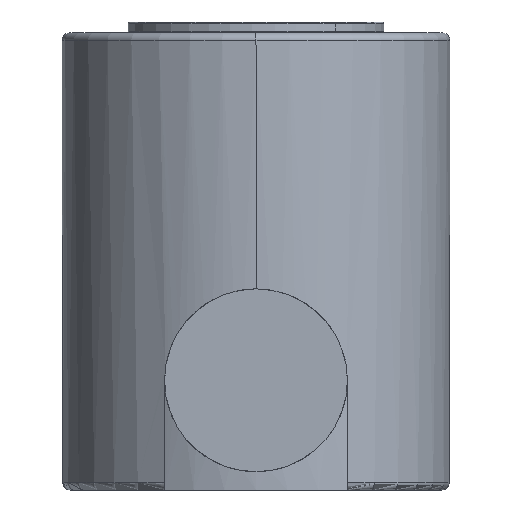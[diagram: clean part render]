
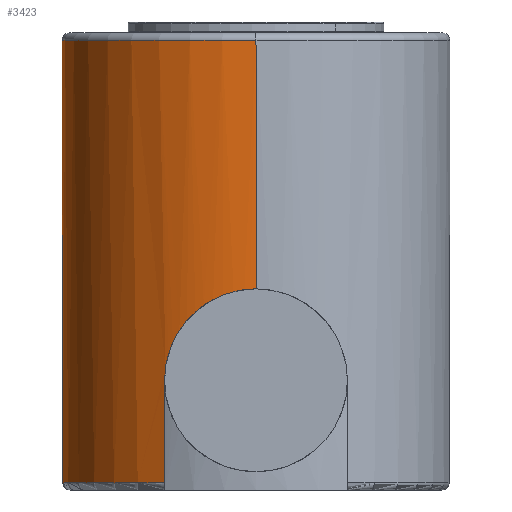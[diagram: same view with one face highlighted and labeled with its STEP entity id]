
A CAD part, left-side view. The second image highlights one B-rep face of the part: STEP entity #3423.
In plain terms, the highlighted cylindrical face has radius 5.3 mm (diameter 10.6 mm), a partial arc.
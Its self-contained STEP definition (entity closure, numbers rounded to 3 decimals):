
#42 = VERTEX_POINT ( 'NONE', #4293 ) ;
#99 = EDGE_CURVE ( 'NONE', #2596, #5874, #5712, .T. ) ;
#251 = DIRECTION ( 'NONE',  ( 1., 0., 0. ) ) ;
#348 = CIRCLE ( 'NONE', #2501, 5.3 ) ;
#414 = CARTESIAN_POINT ( 'NONE',  ( -4.673, 2.5, 3. ) ) ;
#417 = VECTOR ( 'NONE', #3778, 1000. ) ;
#436 = CARTESIAN_POINT ( 'NONE',  ( -5.292, 0.33, 5.484 ) ) ;
#821 = EDGE_CURVE ( 'NONE', #3230, #5874, #3659, .T. ) ;
#869 = VECTOR ( 'NONE', #3783, 1000. ) ;
#876 = CARTESIAN_POINT ( 'NONE',  ( -4.682, 2.483, 3.333 ) ) ;
#900 = CARTESIAN_POINT ( 'NONE',  ( -5.3, 0., 5.5 ) ) ;
#1049 = CARTESIAN_POINT ( 'NONE',  ( 5.3, 0., 12.5 ) ) ;
#1192 = ORIENTED_EDGE ( 'NONE', *, *, #4603, .F. ) ;
#1326 = CARTESIAN_POINT ( 'NONE',  ( -4.742, 2.369, 3.815 ) ) ;
#1455 = LINE ( 'NONE', #1049, #3906 ) ;
#1546 = EDGE_CURVE ( 'NONE', #2298, #3230, #1455, .T. ) ;
#1570 = ORIENTED_EDGE ( 'NONE', *, *, #5794, .T. ) ;
#1593 = CARTESIAN_POINT ( 'NONE',  ( 0., 0., 0.2 ) ) ;
#1618 = LINE ( 'NONE', #2862, #417 ) ;
#1751 = DIRECTION ( 'NONE',  ( 0., 0., -1. ) ) ;
#1785 = CARTESIAN_POINT ( 'NONE',  ( -4.916, 1.995, 4.541 ) ) ;
#1983 = AXIS2_PLACEMENT_3D ( 'NONE', #1593, #4805, #2047 ) ;
#2047 = DIRECTION ( 'NONE',  ( 1., 0., 0. ) ) ;
#2127 = CARTESIAN_POINT ( 'NONE',  ( 5.3, 0., 12.3 ) ) ;
#2249 = CARTESIAN_POINT ( 'NONE',  ( -5.077, 1.529, 4.985 ) ) ;
#2298 = VERTEX_POINT ( 'NONE', #2127 ) ;
#2501 = AXIS2_PLACEMENT_3D ( 'NONE', #5706, #2996, #251 ) ;
#2596 = VERTEX_POINT ( 'NONE', #4677 ) ;
#2655 = FACE_OUTER_BOUND ( 'NONE', #4143, .T. ) ;
#2690 = DIRECTION ( 'NONE',  ( -1., 0., 0. ) ) ;
#2722 = CARTESIAN_POINT ( 'NONE',  ( -5.184, 1.115, 5.243 ) ) ;
#2862 = CARTESIAN_POINT ( 'NONE',  ( -5.3, 0., 12.5 ) ) ;
#2996 = DIRECTION ( 'NONE',  ( 0., 0., -1. ) ) ;
#3056 = CARTESIAN_POINT ( 'NONE',  ( 5.3, 0., 0.2 ) ) ;
#3082 = ORIENTED_EDGE ( 'NONE', *, *, #5301, .T. ) ;
#3189 = CARTESIAN_POINT ( 'NONE',  ( -5.262, 0.655, 5.418 ) ) ;
#3230 = VERTEX_POINT ( 'NONE', #3056 ) ;
#3317 = CARTESIAN_POINT ( 'NONE',  ( -4.673, 2.5, 12.5 ) ) ;
#3423 = ADVANCED_FACE ( 'NONE', ( #2655 ), #4948, .T. ) ;
#3523 = CARTESIAN_POINT ( 'NONE',  ( -4.673, 2.5, 0.2 ) ) ;
#3657 = CARTESIAN_POINT ( 'NONE',  ( -5.3, 0.166, 5.5 ) ) ;
#3659 = CIRCLE ( 'NONE', #1983, 5.3 ) ;
#3778 = DIRECTION ( 'NONE',  ( 0., 0., -1. ) ) ;
#3783 = DIRECTION ( 'NONE',  ( 0., 0., -1. ) ) ;
#3906 = VECTOR ( 'NONE', #4266, 1000. ) ;
#4100 = CARTESIAN_POINT ( 'NONE',  ( -4.716, 2.418, 3.655 ) ) ;
#4143 = EDGE_LOOP ( 'NONE', ( #1570, #5767, #4745, #5795, #3082, #1192 ) ) ;
#4266 = DIRECTION ( 'NONE',  ( 0., 0., -1. ) ) ;
#4293 = CARTESIAN_POINT ( 'NONE',  ( -5.3, 0., 12.3 ) ) ;
#4370 = AXIS2_PLACEMENT_3D ( 'NONE', #5448, #1751, #2690 ) ;
#4549 = CARTESIAN_POINT ( 'NONE',  ( -4.833, 2.18, 4.267 ) ) ;
#4603 = EDGE_CURVE ( 'NONE', #42, #5247, #1618, .T. ) ;
#4677 = CARTESIAN_POINT ( 'NONE',  ( -4.673, 2.5, 3. ) ) ;
#4745 = ORIENTED_EDGE ( 'NONE', *, *, #821, .T. ) ;
#4805 = DIRECTION ( 'NONE',  ( 0., 0., 1. ) ) ;
#4942 = B_SPLINE_CURVE_WITH_KNOTS ( 'NONE', 3,
 ( #414, #4985, #876, #4100, #1326, #4549, #1785, #5003, #2249, #5433, #2722, #5901, #3189, #436, #3657, #900 ),
 .UNSPECIFIED., .F., .F.,
 ( 4, 2, 2, 2, 2, 2, 2, 4 ),
 ( 0., 0., 0.001, 0.002, 0.002, 0.003, 0.003, 0.004 ),
 .UNSPECIFIED. ) ;
#4948 = CYLINDRICAL_SURFACE ( 'NONE', #4370, 5.3 ) ;
#4985 = CARTESIAN_POINT ( 'NONE',  ( -4.673, 2.5, 3.168 ) ) ;
#5003 = CARTESIAN_POINT ( 'NONE',  ( -5.037, 1.654, 4.881 ) ) ;
#5247 = VERTEX_POINT ( 'NONE', #5798 ) ;
#5301 = EDGE_CURVE ( 'NONE', #2596, #5247, #4942, .T. ) ;
#5433 = CARTESIAN_POINT ( 'NONE',  ( -5.15, 1.258, 5.166 ) ) ;
#5448 = CARTESIAN_POINT ( 'NONE',  ( 0., 0., 12.5 ) ) ;
#5706 = CARTESIAN_POINT ( 'NONE',  ( 0., 0., 12.3 ) ) ;
#5712 = LINE ( 'NONE', #3317, #869 ) ;
#5767 = ORIENTED_EDGE ( 'NONE', *, *, #1546, .T. ) ;
#5794 = EDGE_CURVE ( 'NONE', #42, #2298, #348, .T. ) ;
#5795 = ORIENTED_EDGE ( 'NONE', *, *, #99, .F. ) ;
#5798 = CARTESIAN_POINT ( 'NONE',  ( -5.3, 0., 5.5 ) ) ;
#5874 = VERTEX_POINT ( 'NONE', #3523 ) ;
#5901 = CARTESIAN_POINT ( 'NONE',  ( -5.239, 0.815, 5.369 ) ) ;
